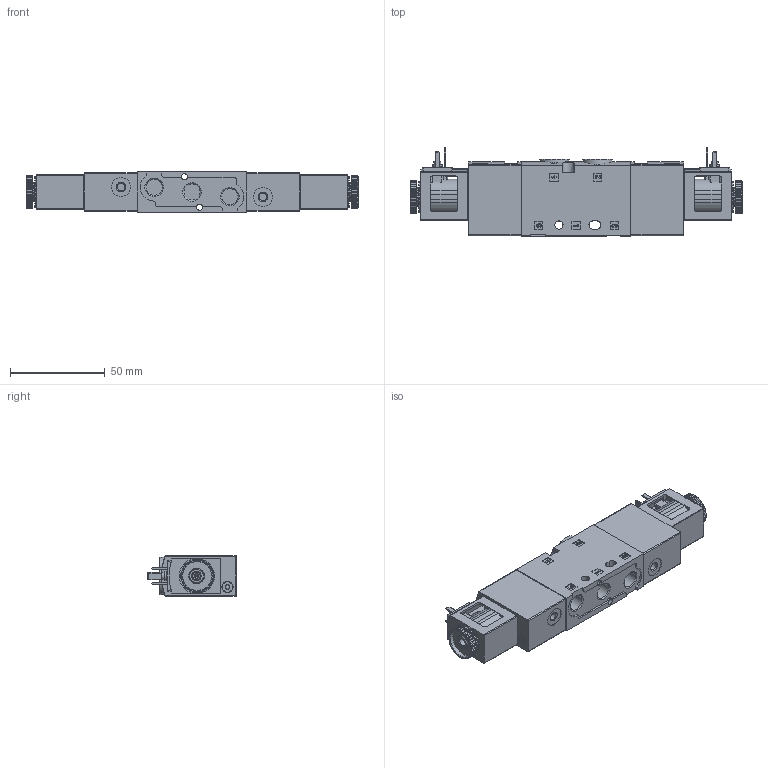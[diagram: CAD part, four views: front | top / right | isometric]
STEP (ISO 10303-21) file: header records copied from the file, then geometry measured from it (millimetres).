
FILE_DESCRIPTION(/* description */ ('STEP AP214'),/* implementation_level */ '2;1');
FILE_NAME(/* name */ '577524_VUVS-LT20-T32H-MZD-G18-F7-1C1',/* time_stamp */ '2024-09-17T20:21:46+02:00',/* author */ ('License CC BY-ND 4.0'),/* organization */ ('CADENAS'),/* preprocessor_version */ 'ST-DEVELOPER v19.3',/* originating_system */ 'PARTsolutions',/* authorisation */ ' ');
FILE_SCHEMA (('AUTOMOTIVE_DESIGN {1 0 10303 214 3 1 1}'));
Length unit declared in the file: millimetre
Products named in the file (7): 577524 VUVS-LT20-T32H-MZD-G18-F7-1C1; 1231865 VUVS-L20-52 HOUSING---(H---0_-); 1670876 VUVS-L20-G-Z-COVER53---(H---0_-); 1537853 F-M3x35-10.9; 8025330 VACS-C-C1-1---(C); 2197345 VACS-C-C1---(C); 1670876 VUVS-L20-G-Z-COVER53---(H---0_M)
Assembly tree (11 placements, depth 2):
  577524 VUVS-LT20-T32H-MZD-G18-F7-1C1
    1231865 VUVS-L20-52 HOUSING---(H---0_-)
    1670876 VUVS-L20-G-Z-COVER53---(H---0_-)
    1537853 F-M3x35-10.9  x4
    8025330 VACS-C-C1-1---(C)  x2
    2197345 VACS-C-C1---(C)  x2
    1670876 VUVS-L20-G-Z-COVER53---(H---0_M)
Bounding box: 175.1 x 46.45 x 21.1 mm (x, y, z)
Volume: 107500.6 mm3; surface area: 39374.5 mm2
Topology: 11 solids, 11 shells, 1385 faces, 3652 edges, 2398 vertices
Faces by surface type: plane 784, cylinder 440, cone 133, torus 28
Full cylindrical faces by diameter (mm): 0.9 x2, 2 x4, 2.013 x2, 2.4 x2, 2.459 x4, 2.6 x4, 2.8 x2, 3 x4, 3.2 x2, 3.3 x4, 3.8 x2, 4.134 x4, 4.3 x1, 5 x2, 5.5 x4, 7.1 x2, 7.188 x2, 8 x8, 8.15 x2, 8.2 x2, 8.566 x5, 10 x6, 12 x4, 15.25 x2, 15.6 x2, 16 x2
Entity records: 30518 total; most frequent: CARTESIAN_POINT 5168, DIRECTION 4660, ORIENTED_EDGE 4530, EDGE_CURVE 2265, AXIS2_PLACEMENT_3D 1583, VERTEX_POINT 1565, LINE 1494, VECTOR 1494
